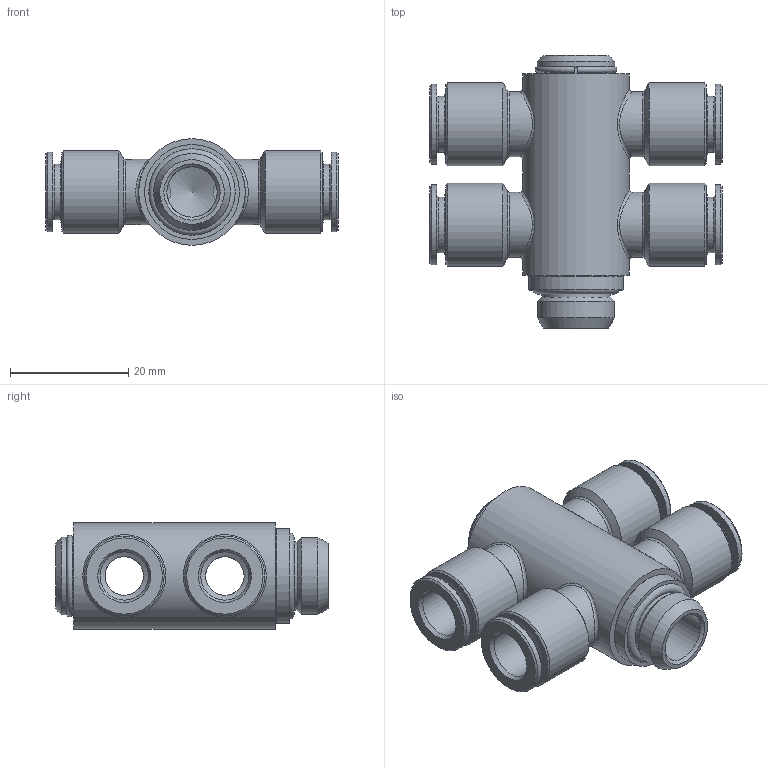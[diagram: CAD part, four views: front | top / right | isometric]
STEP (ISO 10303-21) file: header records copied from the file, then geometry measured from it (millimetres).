
FILE_DESCRIPTION(/* description */ ('STEP AP214'),/* implementation_level */ '2;1');
FILE_NAME(/* name */ 'A0320042',/* time_stamp */ '2023-04-21T13:45:40+02:00',/* author */ ('License CC BY-ND 4.0'),/* organization */ ('CADENAS'),/* preprocessor_version */ 'ST-DEVELOPER v19.3',/* originating_system */ 'PARTsolutions',/* authorisation */ ' ');
FILE_SCHEMA (('AUTOMOTIVE_DESIGN {1 0 10303 214 3 1 1}'));
Length unit declared in the file: metre
Products named in the file (2): A0320042; A0320042_PART1
Assembly tree (1 placements, depth 2):
  A0320042
    A0320042_PART1
Bounding box: 49.4 x 46.1 x 18 mm (x, y, z)
Volume: 12688.8 mm3; surface area: 9326.5 mm2
Topology: 1 solids, 1 shells, 116 faces, 270 edges, 171 vertices
Faces by surface type: cone 36, plane 33, cylinder 33, bspline 8, torus 6
Full cylindrical faces by diameter (mm): 5 x1, 6.5 x4, 8.15 x4, 8.5 x1, 9.4 x4, 11 x4, 11.6 x1, 11.95 x1, 13 x1, 13.05 x2, 13.5 x4, 14 x4, 16 x1, 18 x1
Entity records: 5305 total; most frequent: CARTESIAN_POINT 2313, DIRECTION 450, ORIENTED_EDGE 328, FACE_BOUND 215, AXIS2_PLACEMENT_3D 214, EDGE_LOOP 213, EDGE_CURVE 164, VERTEX_POINT 141
